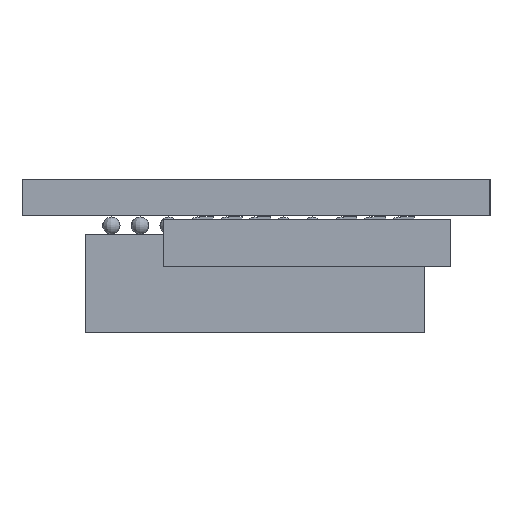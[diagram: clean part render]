
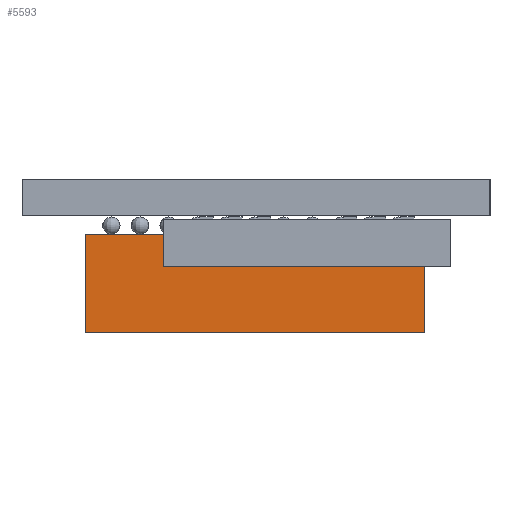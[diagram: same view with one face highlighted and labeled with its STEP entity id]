
A CAD part, left-side view. The second image highlights one B-rep face of the part: STEP entity #5593.
In plain terms, the highlighted free-form (B-spline) face has degree [1, 1] with [2, 2] control points.
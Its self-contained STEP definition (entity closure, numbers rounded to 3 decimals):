
#5281 = B_SPLINE_SURFACE_WITH_KNOTS('',1,1,(
    (#5282,#5283)
    ,(#5284,#5285
    )),.UNSPECIFIED.,.F.,.F.,.F.,(2,2),(2,2),(0.,4.34),(0.,15.),
  .PIECEWISE_BEZIER_KNOTS.);
#5282 = CARTESIAN_POINT('',(-7.5,-7.5,0.78));
#5283 = CARTESIAN_POINT('',(7.5,-7.5,0.78));
#5284 = CARTESIAN_POINT('',(-7.5,-7.5,5.12));
#5285 = CARTESIAN_POINT('',(7.5,-7.5,5.12));
#5306 = B_SPLINE_SURFACE_WITH_KNOTS('',1,1,(
    (#5307,#5308)
    ,(#5309,#5310
    )),.UNSPECIFIED.,.F.,.F.,.F.,(2,2),(2,2),(0.,15.),(0.,15.),
  .PIECEWISE_BEZIER_KNOTS.);
#5307 = CARTESIAN_POINT('',(-7.5,-7.5,0.78));
#5308 = CARTESIAN_POINT('',(-7.5,7.5,0.78));
#5309 = CARTESIAN_POINT('',(7.5,-7.5,0.78));
#5310 = CARTESIAN_POINT('',(7.5,7.5,0.78));
#5331 = B_SPLINE_SURFACE_WITH_KNOTS('',1,1,(
    (#5332,#5333)
    ,(#5334,#5335
    )),.UNSPECIFIED.,.F.,.F.,.F.,(2,2),(2,2),(0.,4.34),(0.,15.),
  .PIECEWISE_BEZIER_KNOTS.);
#5332 = CARTESIAN_POINT('',(-7.5,7.5,0.78));
#5333 = CARTESIAN_POINT('',(7.5,7.5,0.78));
#5334 = CARTESIAN_POINT('',(-7.5,7.5,5.12));
#5335 = CARTESIAN_POINT('',(7.5,7.5,5.12));
#5354 = B_SPLINE_SURFACE_WITH_KNOTS('',1,1,(
    (#5355,#5356)
    ,(#5357,#5358
    )),.UNSPECIFIED.,.F.,.F.,.F.,(2,2),(2,2),(0.,15.),(0.,15.),
  .PIECEWISE_BEZIER_KNOTS.);
#5355 = CARTESIAN_POINT('',(-7.5,-7.5,5.12));
#5356 = CARTESIAN_POINT('',(-7.5,7.5,5.12));
#5357 = CARTESIAN_POINT('',(7.5,-7.5,5.12));
#5358 = CARTESIAN_POINT('',(7.5,7.5,5.12));
#5369 = VERTEX_POINT('',#5370);
#5370 = CARTESIAN_POINT('',(7.5,-7.5,0.78));
#5390 = VERTEX_POINT('',#5391);
#5391 = CARTESIAN_POINT('',(7.5,-7.5,5.12));
#5409 = EDGE_CURVE('',#5369,#5390,#5410,.T.);
#5410 = SURFACE_CURVE('',#5411,(#5414,#5420),.PCURVE_S1.);
#5411 = B_SPLINE_CURVE_WITH_KNOTS('',1,(#5412,#5413),.UNSPECIFIED.,.F.,
  .F.,(2,2),(0.,4.34),.PIECEWISE_BEZIER_KNOTS.);
#5412 = CARTESIAN_POINT('',(7.5,-7.5,0.78));
#5413 = CARTESIAN_POINT('',(7.5,-7.5,5.12));
#5414 = PCURVE('',#5281,#5415);
#5415 = DEFINITIONAL_REPRESENTATION('',(#5416),#5419);
#5416 = B_SPLINE_CURVE_WITH_KNOTS('',1,(#5417,#5418),.UNSPECIFIED.,.F.,
  .F.,(2,2),(0.,4.34),.PIECEWISE_BEZIER_KNOTS.);
#5417 = CARTESIAN_POINT('',(0.,15.));
#5418 = CARTESIAN_POINT('',(4.34,15.));
#5419 = ( GEOMETRIC_REPRESENTATION_CONTEXT(2) 
PARAMETRIC_REPRESENTATION_CONTEXT() REPRESENTATION_CONTEXT('2D SPACE',''
  ) );
#5420 = PCURVE('',#5421,#5426);
#5421 = B_SPLINE_SURFACE_WITH_KNOTS('',1,1,(
    (#5422,#5423)
    ,(#5424,#5425
    )),.UNSPECIFIED.,.F.,.F.,.F.,(2,2),(2,2),(0.,4.34),(-15.,0.),
  .PIECEWISE_BEZIER_KNOTS.);
#5422 = CARTESIAN_POINT('',(7.5,7.5,0.78));
#5423 = CARTESIAN_POINT('',(7.5,-7.5,0.78));
#5424 = CARTESIAN_POINT('',(7.5,7.5,5.12));
#5425 = CARTESIAN_POINT('',(7.5,-7.5,5.12));
#5426 = DEFINITIONAL_REPRESENTATION('',(#5427),#5430);
#5427 = B_SPLINE_CURVE_WITH_KNOTS('',1,(#5428,#5429),.UNSPECIFIED.,.F.,
  .F.,(2,2),(0.,4.34),.PIECEWISE_BEZIER_KNOTS.);
#5428 = CARTESIAN_POINT('',(0.,0.));
#5429 = CARTESIAN_POINT('',(4.34,0.));
#5430 = ( GEOMETRIC_REPRESENTATION_CONTEXT(2) 
PARAMETRIC_REPRESENTATION_CONTEXT() REPRESENTATION_CONTEXT('2D SPACE',''
  ) );
#5437 = EDGE_CURVE('',#5390,#5438,#5440,.T.);
#5438 = VERTEX_POINT('',#5439);
#5439 = CARTESIAN_POINT('',(7.5,7.5,5.12));
#5440 = SURFACE_CURVE('',#5441,(#5444,#5450),.PCURVE_S1.);
#5441 = B_SPLINE_CURVE_WITH_KNOTS('',1,(#5442,#5443),.UNSPECIFIED.,.F.,
  .F.,(2,2),(0.,15.),.PIECEWISE_BEZIER_KNOTS.);
#5442 = CARTESIAN_POINT('',(7.5,-7.5,5.12));
#5443 = CARTESIAN_POINT('',(7.5,7.5,5.12));
#5444 = PCURVE('',#5354,#5445);
#5445 = DEFINITIONAL_REPRESENTATION('',(#5446),#5449);
#5446 = B_SPLINE_CURVE_WITH_KNOTS('',1,(#5447,#5448),.UNSPECIFIED.,.F.,
  .F.,(2,2),(0.,15.),.PIECEWISE_BEZIER_KNOTS.);
#5447 = CARTESIAN_POINT('',(15.,0.));
#5448 = CARTESIAN_POINT('',(15.,15.));
#5449 = ( GEOMETRIC_REPRESENTATION_CONTEXT(2) 
PARAMETRIC_REPRESENTATION_CONTEXT() REPRESENTATION_CONTEXT('2D SPACE',''
  ) );
#5450 = PCURVE('',#5421,#5451);
#5451 = DEFINITIONAL_REPRESENTATION('',(#5452),#5455);
#5452 = B_SPLINE_CURVE_WITH_KNOTS('',1,(#5453,#5454),.UNSPECIFIED.,.F.,
  .F.,(2,2),(0.,15.),.PIECEWISE_BEZIER_KNOTS.);
#5453 = CARTESIAN_POINT('',(4.34,0.));
#5454 = CARTESIAN_POINT('',(4.34,-15.));
#5455 = ( GEOMETRIC_REPRESENTATION_CONTEXT(2) 
PARAMETRIC_REPRESENTATION_CONTEXT() REPRESENTATION_CONTEXT('2D SPACE',''
  ) );
#5531 = VERTEX_POINT('',#5532);
#5532 = CARTESIAN_POINT('',(7.5,7.5,0.78));
#5552 = EDGE_CURVE('',#5531,#5438,#5553,.T.);
#5553 = SURFACE_CURVE('',#5554,(#5557,#5563),.PCURVE_S1.);
#5554 = B_SPLINE_CURVE_WITH_KNOTS('',1,(#5555,#5556),.UNSPECIFIED.,.F.,
  .F.,(2,2),(0.,4.34),.PIECEWISE_BEZIER_KNOTS.);
#5555 = CARTESIAN_POINT('',(7.5,7.5,0.78));
#5556 = CARTESIAN_POINT('',(7.5,7.5,5.12));
#5557 = PCURVE('',#5331,#5558);
#5558 = DEFINITIONAL_REPRESENTATION('',(#5559),#5562);
#5559 = B_SPLINE_CURVE_WITH_KNOTS('',1,(#5560,#5561),.UNSPECIFIED.,.F.,
  .F.,(2,2),(0.,4.34),.PIECEWISE_BEZIER_KNOTS.);
#5560 = CARTESIAN_POINT('',(0.,15.));
#5561 = CARTESIAN_POINT('',(4.34,15.));
#5562 = ( GEOMETRIC_REPRESENTATION_CONTEXT(2) 
PARAMETRIC_REPRESENTATION_CONTEXT() REPRESENTATION_CONTEXT('2D SPACE',''
  ) );
#5563 = PCURVE('',#5421,#5564);
#5564 = DEFINITIONAL_REPRESENTATION('',(#5565),#5568);
#5565 = B_SPLINE_CURVE_WITH_KNOTS('',1,(#5566,#5567),.UNSPECIFIED.,.F.,
  .F.,(2,2),(0.,4.34),.PIECEWISE_BEZIER_KNOTS.);
#5566 = CARTESIAN_POINT('',(0.,-15.));
#5567 = CARTESIAN_POINT('',(4.34,-15.));
#5568 = ( GEOMETRIC_REPRESENTATION_CONTEXT(2) 
PARAMETRIC_REPRESENTATION_CONTEXT() REPRESENTATION_CONTEXT('2D SPACE',''
  ) );
#5575 = EDGE_CURVE('',#5369,#5531,#5576,.T.);
#5576 = SURFACE_CURVE('',#5577,(#5580,#5586),.PCURVE_S1.);
#5577 = B_SPLINE_CURVE_WITH_KNOTS('',1,(#5578,#5579),.UNSPECIFIED.,.F.,
  .F.,(2,2),(0.,15.),.PIECEWISE_BEZIER_KNOTS.);
#5578 = CARTESIAN_POINT('',(7.5,-7.5,0.78));
#5579 = CARTESIAN_POINT('',(7.5,7.5,0.78));
#5580 = PCURVE('',#5306,#5581);
#5581 = DEFINITIONAL_REPRESENTATION('',(#5582),#5585);
#5582 = B_SPLINE_CURVE_WITH_KNOTS('',1,(#5583,#5584),.UNSPECIFIED.,.F.,
  .F.,(2,2),(0.,15.),.PIECEWISE_BEZIER_KNOTS.);
#5583 = CARTESIAN_POINT('',(15.,0.));
#5584 = CARTESIAN_POINT('',(15.,15.));
#5585 = ( GEOMETRIC_REPRESENTATION_CONTEXT(2) 
PARAMETRIC_REPRESENTATION_CONTEXT() REPRESENTATION_CONTEXT('2D SPACE',''
  ) );
#5586 = PCURVE('',#5421,#5587);
#5587 = DEFINITIONAL_REPRESENTATION('',(#5588),#5591);
#5588 = B_SPLINE_CURVE_WITH_KNOTS('',1,(#5589,#5590),.UNSPECIFIED.,.F.,
  .F.,(2,2),(0.,15.),.PIECEWISE_BEZIER_KNOTS.);
#5589 = CARTESIAN_POINT('',(0.,0.));
#5590 = CARTESIAN_POINT('',(0.,-15.));
#5591 = ( GEOMETRIC_REPRESENTATION_CONTEXT(2) 
PARAMETRIC_REPRESENTATION_CONTEXT() REPRESENTATION_CONTEXT('2D SPACE',''
  ) );
#5593 = ADVANCED_FACE('',(#5594),#5421,.T.);
#5594 = FACE_BOUND('',#5595,.T.);
#5595 = EDGE_LOOP('',(#5596,#5597,#5598,#5599));
#5596 = ORIENTED_EDGE('',*,*,#5409,.F.);
#5597 = ORIENTED_EDGE('',*,*,#5575,.T.);
#5598 = ORIENTED_EDGE('',*,*,#5552,.T.);
#5599 = ORIENTED_EDGE('',*,*,#5437,.F.);
